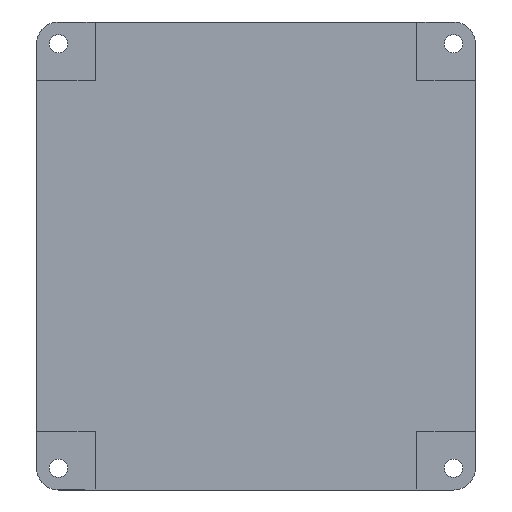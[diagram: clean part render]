
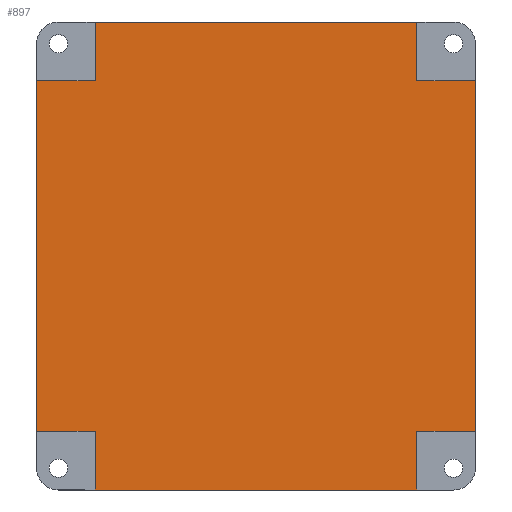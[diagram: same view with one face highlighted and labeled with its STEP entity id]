
A CAD part, front view. The second image highlights one B-rep face of the part: STEP entity #897.
In plain terms, the highlighted planar face has unit normal (0, -1, 0).
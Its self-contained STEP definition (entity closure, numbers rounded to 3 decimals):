
#6 = DIRECTION ( 'NONE',  ( 0., 0., 1. ) ) ;
#10 = DIRECTION ( 'NONE',  ( 0., 0., 1. ) ) ;
#12 = ORIENTED_EDGE ( 'NONE', *, *, #221, .F. ) ;
#13 = VERTEX_POINT ( 'NONE', #470 ) ;
#14 = CARTESIAN_POINT ( 'NONE',  ( -29.987, 0., -29. ) ) ;
#56 = ORIENTED_EDGE ( 'NONE', *, *, #180, .F. ) ;
#63 = VERTEX_POINT ( 'NONE', #980 ) ;
#66 = ORIENTED_EDGE ( 'NONE', *, *, #785, .F. ) ;
#71 = LINE ( 'NONE', #790, #560 ) ;
#88 = LINE ( 'NONE', #719, #799 ) ;
#92 = FACE_OUTER_BOUND ( 'NONE', #1002, .T. ) ;
#97 = VECTOR ( 'NONE', #6, 1000. ) ;
#107 = LINE ( 'NONE', #752, #937 ) ;
#124 = CARTESIAN_POINT ( 'NONE',  ( -29.987, 0., 23.987 ) ) ;
#130 = LINE ( 'NONE', #443, #715 ) ;
#143 = CARTESIAN_POINT ( 'NONE',  ( 21.987, 0., 23.987 ) ) ;
#148 = CARTESIAN_POINT ( 'NONE',  ( 21.987, 0., -23.987 ) ) ;
#154 = ORIENTED_EDGE ( 'NONE', *, *, #717, .F. ) ;
#155 = LINE ( 'NONE', #874, #157 ) ;
#157 = VECTOR ( 'NONE', #636, 1000. ) ;
#166 = EDGE_CURVE ( 'NONE', #254, #13, #71, .T. ) ;
#180 = EDGE_CURVE ( 'NONE', #969, #346, #316, .T. ) ;
#221 = EDGE_CURVE ( 'NONE', #463, #439, #130, .T. ) ;
#227 = VECTOR ( 'NONE', #327, 1000. ) ;
#244 = AXIS2_PLACEMENT_3D ( 'NONE', #467, #984, #278 ) ;
#251 = ORIENTED_EDGE ( 'NONE', *, *, #288, .F. ) ;
#254 = VERTEX_POINT ( 'NONE', #124 ) ;
#278 = DIRECTION ( 'NONE',  ( 0., 0., 1. ) ) ;
#284 = LINE ( 'NONE', #863, #512 ) ;
#288 = EDGE_CURVE ( 'NONE', #439, #301, #107, .T. ) ;
#301 = VERTEX_POINT ( 'NONE', #733 ) ;
#315 = LINE ( 'NONE', #723, #227 ) ;
#316 = LINE ( 'NONE', #601, #389 ) ;
#323 = EDGE_CURVE ( 'NONE', #724, #634, #742, .T. ) ;
#327 = DIRECTION ( 'NONE',  ( -1., 0., 0. ) ) ;
#333 = PLANE ( 'NONE',  #244 ) ;
#345 = EDGE_CURVE ( 'NONE', #301, #724, #1010, .T. ) ;
#346 = VERTEX_POINT ( 'NONE', #942 ) ;
#369 = DIRECTION ( 'NONE',  ( 0., 0., 1. ) ) ;
#389 = VECTOR ( 'NONE', #369, 1000. ) ;
#390 = DIRECTION ( 'NONE',  ( 1., 0., 0. ) ) ;
#394 = LINE ( 'NONE', #546, #97 ) ;
#404 = EDGE_CURVE ( 'NONE', #634, #597, #284, .T. ) ;
#412 = EDGE_CURVE ( 'NONE', #63, #969, #315, .T. ) ;
#439 = VERTEX_POINT ( 'NONE', #621 ) ;
#443 = CARTESIAN_POINT ( 'NONE',  ( -27., 0., 31.987 ) ) ;
#463 = VERTEX_POINT ( 'NONE', #821 ) ;
#467 = CARTESIAN_POINT ( 'NONE',  ( -27., 0., 29. ) ) ;
#470 = CARTESIAN_POINT ( 'NONE',  ( -21.987, 0., 23.987 ) ) ;
#478 = CARTESIAN_POINT ( 'NONE',  ( -29.987, 0., -23.987 ) ) ;
#493 = ORIENTED_EDGE ( 'NONE', *, *, #404, .F. ) ;
#512 = VECTOR ( 'NONE', #594, 1000. ) ;
#546 = CARTESIAN_POINT ( 'NONE',  ( -21.987, 0., 23.987 ) ) ;
#556 = ORIENTED_EDGE ( 'NONE', *, *, #727, .F. ) ;
#560 = VECTOR ( 'NONE', #390, 1000. ) ;
#564 = ORIENTED_EDGE ( 'NONE', *, *, #842, .F. ) ;
#574 = VECTOR ( 'NONE', #946, 1000. ) ;
#577 = CARTESIAN_POINT ( 'NONE',  ( 29.987, 0., 29. ) ) ;
#594 = DIRECTION ( 'NONE',  ( -1., 0., 0. ) ) ;
#597 = VERTEX_POINT ( 'NONE', #148 ) ;
#601 = CARTESIAN_POINT ( 'NONE',  ( -21.987, 0., -31.987 ) ) ;
#621 = CARTESIAN_POINT ( 'NONE',  ( 21.987, 0., 31.987 ) ) ;
#634 = VERTEX_POINT ( 'NONE', #679 ) ;
#636 = DIRECTION ( 'NONE',  ( 0., 0., -1. ) ) ;
#648 = DIRECTION ( 'NONE',  ( 0., 0., -1. ) ) ;
#653 = ORIENTED_EDGE ( 'NONE', *, *, #345, .F. ) ;
#679 = CARTESIAN_POINT ( 'NONE',  ( 29.987, 0., -23.987 ) ) ;
#693 = VECTOR ( 'NONE', #10, 1000. ) ;
#704 = LINE ( 'NONE', #14, #693 ) ;
#715 = VECTOR ( 'NONE', #934, 1000. ) ;
#717 = EDGE_CURVE ( 'NONE', #13, #463, #394, .T. ) ;
#718 = ORIENTED_EDGE ( 'NONE', *, *, #412, .F. ) ;
#719 = CARTESIAN_POINT ( 'NONE',  ( -21.987, 0., -23.987 ) ) ;
#723 = CARTESIAN_POINT ( 'NONE',  ( 27., 0., -31.987 ) ) ;
#724 = VERTEX_POINT ( 'NONE', #794 ) ;
#727 = EDGE_CURVE ( 'NONE', #814, #254, #704, .T. ) ;
#733 = CARTESIAN_POINT ( 'NONE',  ( 21.987, 0., 23.987 ) ) ;
#742 = LINE ( 'NONE', #577, #837 ) ;
#752 = CARTESIAN_POINT ( 'NONE',  ( 21.987, 0., 31.987 ) ) ;
#755 = ORIENTED_EDGE ( 'NONE', *, *, #323, .F. ) ;
#785 = EDGE_CURVE ( 'NONE', #346, #814, #88, .T. ) ;
#790 = CARTESIAN_POINT ( 'NONE',  ( -29.987, 0., 23.987 ) ) ;
#794 = CARTESIAN_POINT ( 'NONE',  ( 29.987, 0., 23.987 ) ) ;
#799 = VECTOR ( 'NONE', #955, 1000. ) ;
#814 = VERTEX_POINT ( 'NONE', #478 ) ;
#821 = CARTESIAN_POINT ( 'NONE',  ( -21.987, 0., 31.987 ) ) ;
#837 = VECTOR ( 'NONE', #904, 1000. ) ;
#842 = EDGE_CURVE ( 'NONE', #597, #63, #155, .T. ) ;
#863 = CARTESIAN_POINT ( 'NONE',  ( 29.987, 0., -23.987 ) ) ;
#874 = CARTESIAN_POINT ( 'NONE',  ( 21.987, 0., -23.987 ) ) ;
#896 = ORIENTED_EDGE ( 'NONE', *, *, #166, .F. ) ;
#897 = ADVANCED_FACE ( 'NONE', ( #92 ), #333, .F. ) ;
#904 = DIRECTION ( 'NONE',  ( 0., 0., -1. ) ) ;
#934 = DIRECTION ( 'NONE',  ( 1., 0., 0. ) ) ;
#937 = VECTOR ( 'NONE', #648, 1000. ) ;
#942 = CARTESIAN_POINT ( 'NONE',  ( -21.987, 0., -23.987 ) ) ;
#946 = DIRECTION ( 'NONE',  ( 1., 0., 0. ) ) ;
#955 = DIRECTION ( 'NONE',  ( -1., 0., 0. ) ) ;
#969 = VERTEX_POINT ( 'NONE', #990 ) ;
#980 = CARTESIAN_POINT ( 'NONE',  ( 21.987, 0., -31.987 ) ) ;
#984 = DIRECTION ( 'NONE',  ( 0., 1., 0. ) ) ;
#990 = CARTESIAN_POINT ( 'NONE',  ( -21.987, 0., -31.987 ) ) ;
#1002 = EDGE_LOOP ( 'NONE', ( #66, #56, #718, #564, #493, #755, #653, #251, #12, #154, #896, #556 ) ) ;
#1010 = LINE ( 'NONE', #143, #574 ) ;
